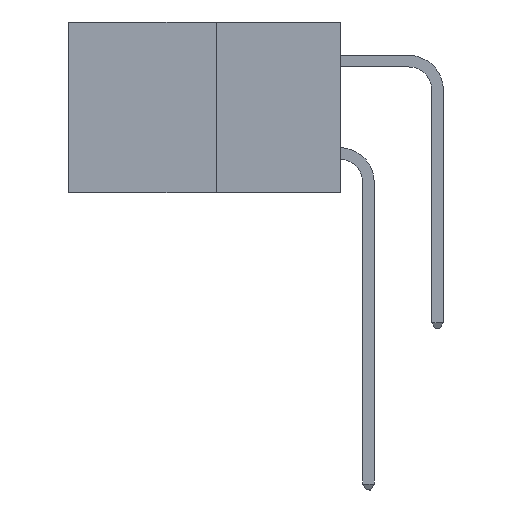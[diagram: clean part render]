
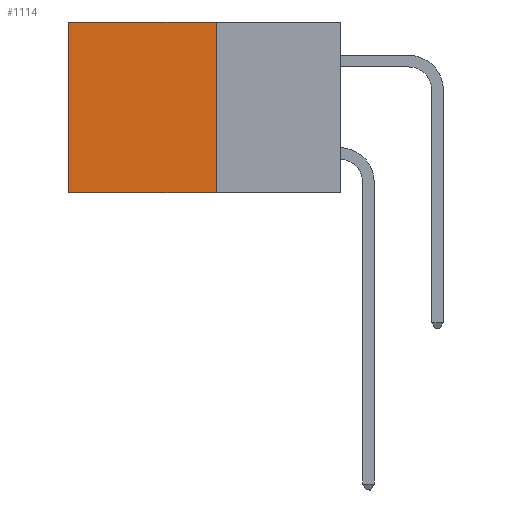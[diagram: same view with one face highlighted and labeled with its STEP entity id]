
A CAD part, left-side view. The second image highlights one B-rep face of the part: STEP entity #1114.
In plain terms, the highlighted planar face has unit normal (-1, 0, 0).
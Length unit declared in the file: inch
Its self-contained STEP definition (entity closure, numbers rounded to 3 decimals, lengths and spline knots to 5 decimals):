
#595 = CARTESIAN_POINT ( 'NONE',  ( 0.277, 0.59, 0. ) ) ;
#681 = LINE ( 'NONE', #2058, #5391 ) ;
#1114 = ADVANCED_FACE ( 'NONE', ( #6440 ), #5154, .F. ) ;
#1261 = VECTOR ( 'NONE', #11324, 39.37008 ) ;
#1994 = ORIENTED_EDGE ( 'NONE', *, *, #9544, .T. ) ;
#2058 = CARTESIAN_POINT ( 'NONE',  ( 0.277, 0.27, -0.37 ) ) ;
#2271 = DIRECTION ( 'NONE',  ( 0., 1., 0. ) ) ;
#2936 = AXIS2_PLACEMENT_3D ( 'NONE', #5142, #8918, #6393 ) ;
#3191 = EDGE_CURVE ( 'NONE', #4943, #9636, #8309, .T. ) ;
#3559 = CARTESIAN_POINT ( 'NONE',  ( 0.277, 0.27, 0. ) ) ;
#3710 = DIRECTION ( 'NONE',  ( 0., 0., -1. ) ) ;
#4242 = VERTEX_POINT ( 'NONE', #595 ) ;
#4287 = LINE ( 'NONE', #8441, #6069 ) ;
#4452 = VERTEX_POINT ( 'NONE', #3559 ) ;
#4525 = VECTOR ( 'NONE', #3710, 39.37008 ) ;
#4649 = EDGE_CURVE ( 'NONE', #4452, #4943, #681, .T. ) ;
#4943 = VERTEX_POINT ( 'NONE', #10249 ) ;
#5142 = CARTESIAN_POINT ( 'NONE',  ( 0.277, 0.27, -0.37 ) ) ;
#5154 = PLANE ( 'NONE',  #2936 ) ;
#5391 = VECTOR ( 'NONE', #8228, 39.37008 ) ;
#5520 = EDGE_CURVE ( 'NONE', #4452, #4242, #4287, .T. ) ;
#6069 = VECTOR ( 'NONE', #2271, 39.37008 ) ;
#6272 = EDGE_LOOP ( 'NONE', ( #1994, #6766, #9808, #10942 ) ) ;
#6393 = DIRECTION ( 'NONE',  ( 0., 0., -1. ) ) ;
#6440 = FACE_OUTER_BOUND ( 'NONE', #6272, .T. ) ;
#6766 = ORIENTED_EDGE ( 'NONE', *, *, #3191, .F. ) ;
#8228 = DIRECTION ( 'NONE',  ( 0., 0., -1. ) ) ;
#8309 = LINE ( 'NONE', #11360, #1261 ) ;
#8441 = CARTESIAN_POINT ( 'NONE',  ( 0.277, 0.27, 0. ) ) ;
#8918 = DIRECTION ( 'NONE',  ( 1., 0., 0. ) ) ;
#8968 = CARTESIAN_POINT ( 'NONE',  ( 0.277, 0.59, -0.37 ) ) ;
#9544 = EDGE_CURVE ( 'NONE', #4242, #9636, #10924, .T. ) ;
#9636 = VERTEX_POINT ( 'NONE', #10822 ) ;
#9808 = ORIENTED_EDGE ( 'NONE', *, *, #4649, .F. ) ;
#10249 = CARTESIAN_POINT ( 'NONE',  ( 0.277, 0.27, -0.37 ) ) ;
#10822 = CARTESIAN_POINT ( 'NONE',  ( 0.277, 0.59, -0.37 ) ) ;
#10924 = LINE ( 'NONE', #8968, #4525 ) ;
#10942 = ORIENTED_EDGE ( 'NONE', *, *, #5520, .T. ) ;
#11324 = DIRECTION ( 'NONE',  ( 0., 1., 0. ) ) ;
#11360 = CARTESIAN_POINT ( 'NONE',  ( 0.277, 0.27, -0.37 ) ) ;
